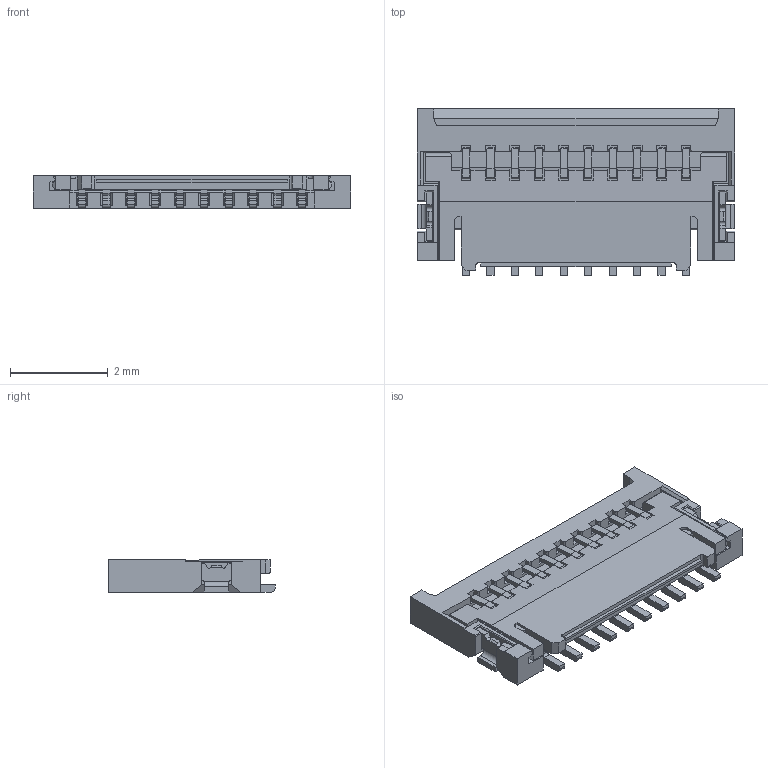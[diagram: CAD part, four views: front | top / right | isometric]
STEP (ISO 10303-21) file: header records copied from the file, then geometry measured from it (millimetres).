
FILE_DESCRIPTION(('STEP AP214'),'1');
FILE_NAME('100628271010edlf.stp','2020-03-24T14:20:10',('TraceParts'),('TraceParts S.A.'),'Spatial InterOp 3D',' ',' ');
FILE_SCHEMA(('AUTOMOTIVE_DESIGN { 1 0 10303 214 1 1 1 1 }'));
Length unit declared in the file: millimetre
Products named in the file (1): 10062827-1010EDLF
Bounding box: 6.5 x 3.4 x 0.66 mm (x, y, z)
Volume: 9.9 mm3; surface area: 80.9 mm2
Topology: 1 solids, 1 shells, 672 faces, 1933 edges, 1258 vertices
Faces by surface type: plane 598, cylinder 74
Entity records: 21668 total; most frequent: CARTESIAN_POINT 3996, ORIENTED_EDGE 3866, DIRECTION 3385, EDGE_CURVE 1933, LINE 1767, VECTOR 1767, VERTEX_POINT 1258, AXIS2_PLACEMENT_3D 809
